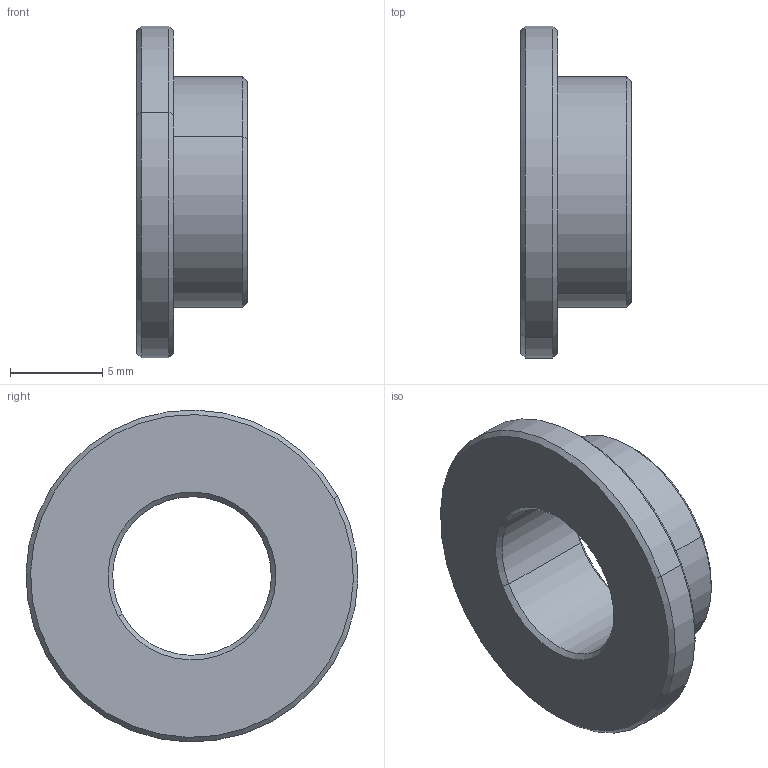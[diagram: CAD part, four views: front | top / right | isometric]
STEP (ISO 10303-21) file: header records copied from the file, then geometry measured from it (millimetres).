
FILE_DESCRIPTION(('CATIA V5 STEP Exchange'),'2;1');
FILE_NAME('bag_ep_0001-1.stp','2023-09-16T10:46:05+00:00',('none'),('none'),'CATIA Version 5 Release 19 GA (IN-10)','CATIA V5 STEP AP203 Edition 2','none');
FILE_SCHEMA(('AP203_CONFIGURATION_CONTROLLED_3D_DESIGN_OF_MECHANICAL_PARTS_AND_ASSEMBLIES_MIM_LF { 1 0 10303 403 2 1 2}'));
Length unit declared in the file: millimetre
Products named in the file (1): Bague_épaulée
Bounding box: 6 x 18 x 18 mm (x, y, z)
Volume: 644.8 mm3; surface area: 794.7 mm2
Topology: 1 solids, 1 shells, 19 faces, 38 edges, 22 vertices
Faces by surface type: cone 10, cylinder 6, plane 3
Entity records: 488 total; most frequent: CARTESIAN_POINT 77, ORIENTED_EDGE 76, DIRECTION 70, AXIS2_PLACEMENT_3D 39, EDGE_CURVE 38, CIRCLE 22, VERTEX_POINT 22, EDGE_LOOP 22
